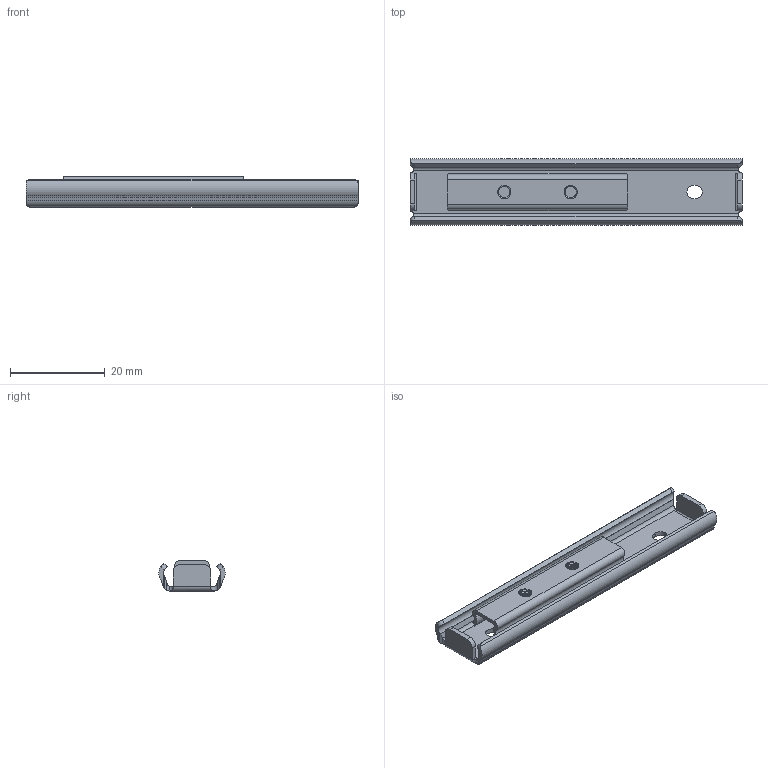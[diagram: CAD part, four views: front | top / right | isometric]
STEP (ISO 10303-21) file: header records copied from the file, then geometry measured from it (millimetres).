
FILE_DESCRIPTION (( 'STEP AP203' ), '1' );
FILE_NAME ('U1411-70.STEP', '2020-10-08T01:41:08', ( '' ), ( '' ), 'SwSTEP 2.0', 'SolidWorks 2019', '' );
FILE_SCHEMA (( 'CONFIG_CONTROL_DESIGN' ));
Length unit declared in the file: millimetre
Products named in the file (3): U1411-70 OM; U1411-70; U1411-70 IM
Assembly tree (2 placements, depth 2):
  U1411-70
    U1411-70 OM
    U1411-70 IM
Bounding box: 70 x 13.98 x 6.4 mm (x, y, z)
Volume: 1972.4 mm3; surface area: 4507.1 mm2
Topology: 2 solids, 2 shells, 125 faces, 345 edges, 226 vertices
Faces by surface type: cylinder 69, plane 40, torus 10, bspline 6
Entity records: 6244 total; most frequent: CARTESIAN_POINT 2941, ORIENTED_EDGE 690, DIRECTION 577, EDGE_CURVE 345, VERTEX_POINT 226, AXIS2_PLACEMENT_3D 220, LINE 137, VECTOR 137
